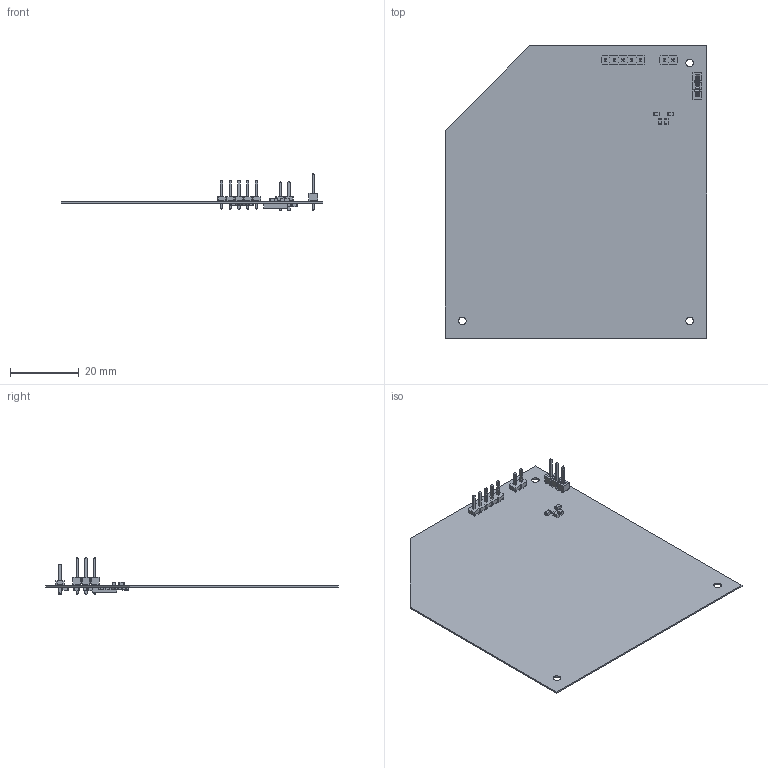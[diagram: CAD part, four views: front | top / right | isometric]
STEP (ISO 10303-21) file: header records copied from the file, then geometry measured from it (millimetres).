
FILE_DESCRIPTION(('Open CASCADE Model'),'2;1');
FILE_NAME('Open CASCADE Shape Model','2020-04-07T17:08:00',('Author'),( 'Open CASCADE'),'Open CASCADE STEP processor 6.8','Open CASCADE 6.8' ,'Unknown');
FILE_SCHEMA(('AUTOMOTIVE_DESIGN { 1 0 10303 214 1 1 1 1 }'));
Length unit declared in the file: millimetre
Products named in the file (56): PCB; Board; Open CASCADE STEP translator 6.8 1.1.1; C11; 6292735136; Extruded; 6292735376; C10; 6292736896; 6292736656; P2; TSW-103-07-X-S; P1; MTLW-102-05-X-S-172; C7; C3; 6292736176; 6292735776; U1; 6292370144; R3; 6292371824; 6292371504; R4; R1; R2; R5; 6292372704; 6292372304; 6292372064; R6; R7; P3; MTLW-105-05-X-S-190; C9; C8; C5; 6292737856; 6292737296; C4 ...
Assembly tree (96 placements, depth 4):
  PCB
    Board
      Open CASCADE STEP translator 6.8 1.1.1
    C11
      6292735136  x2
        Extruded
      6292735376
        Extruded
    C10
      6292736896
        Extruded
      6292736656  x2
        Extruded
    P2
      TSW-103-07-X-S
    P1
      MTLW-102-05-X-S-172
    C7
      6292735376
        Extruded
      6292735136  x2
        Extruded
    C3
      6292736176  x2
        Extruded
      6292735776
        Extruded
    U1
      6292370144
        Extruded
    R3
      6292371824  x2
        Extruded
      6292371504
        Extruded
    R4
      6292371824  x2
        Extruded
      6292371504
        Extruded
    R1
      6292371824  x2
        Extruded
      6292371504
        Extruded
    R2
      6292371824  x2
        Extruded
      6292371504
        Extruded
    R5
      6292372704
        Extruded
      6292372304
        Extruded
      6292372064
        Extruded
    R6
      6292372704  x2
        Extruded
Bounding box: 76 x 84.86 x 11 mm (x, y, z)
Volume: 2730.4 mm3; surface area: 13185.3 mm2
Topology: 59 solids, 59 shells, 798 faces, 1824 edges, 1164 vertices
Faces by surface type: plane 785, cylinder 13
Full cylindrical faces by diameter (mm): 1.02 x10, 2.2 x3
Entity records: 17055 total; most frequent: CARTESIAN_POINT 2817, ORIENTED_EDGE 2664, DIRECTION 2656, EDGE_CURVE 1332, LINE 1306, VECTOR 1306, VERTEX_POINT 836, AXIS2_PLACEMENT_3D 675
